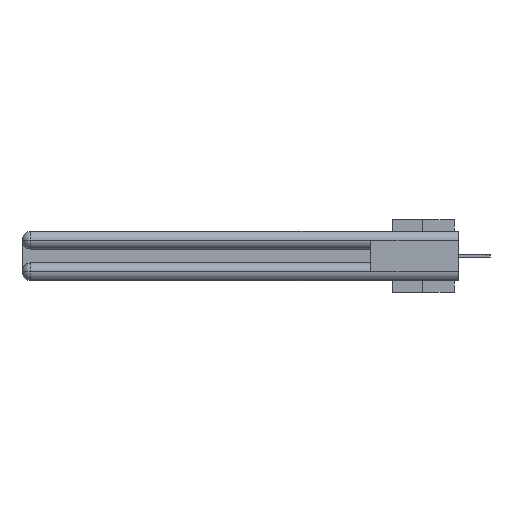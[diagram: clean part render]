
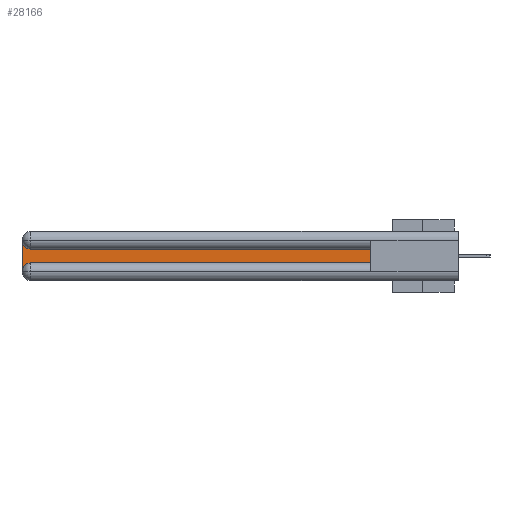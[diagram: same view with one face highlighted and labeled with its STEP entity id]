
A CAD part, left-side view. The second image highlights one B-rep face of the part: STEP entity #28166.
In plain terms, the highlighted planar face has unit normal (-1, 0, 0).
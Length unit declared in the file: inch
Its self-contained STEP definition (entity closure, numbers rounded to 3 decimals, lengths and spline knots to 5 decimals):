
#1081 = CARTESIAN_POINT ( 'NONE',  ( 0.075, 0.6, -0.2175 ) ) ;
#2115 = ORIENTED_EDGE ( 'NONE', *, *, #13836, .T. ) ;
#2629 = LINE ( 'NONE', #24065, #33167 ) ;
#2632 = EDGE_CURVE ( 'NONE', #34282, #8503, #3016, .T. ) ;
#2685 = AXIS2_PLACEMENT_3D ( 'NONE', #7901, #37526, #7134 ) ;
#3016 = CIRCLE ( 'NONE', #6749, 0.06 ) ;
#3518 = ORIENTED_EDGE ( 'NONE', *, *, #26451, .T. ) ;
#3798 = VECTOR ( 'NONE', #5638, 39.37008 ) ;
#5277 = VERTEX_POINT ( 'NONE', #8947 ) ;
#5638 = DIRECTION ( 'NONE',  ( 0., 0., 1. ) ) ;
#6221 = CARTESIAN_POINT ( 'NONE',  ( 0.075, 2.94, -0.2175 ) ) ;
#6749 = AXIS2_PLACEMENT_3D ( 'NONE', #7749, #19631, #28762 ) ;
#7134 = DIRECTION ( 'NONE',  ( 0., 0., -1. ) ) ;
#7749 = CARTESIAN_POINT ( 'NONE',  ( 0.075, 2.94, -0.0625 ) ) ;
#7901 = CARTESIAN_POINT ( 'NONE',  ( 0.075, 2.94, -0.2775 ) ) ;
#8028 = ORIENTED_EDGE ( 'NONE', *, *, #2632, .T. ) ;
#8263 = VECTOR ( 'NONE', #19604, 39.37008 ) ;
#8503 = VERTEX_POINT ( 'NONE', #10459 ) ;
#8947 = CARTESIAN_POINT ( 'NONE',  ( 0.075, 3., -0.2775 ) ) ;
#9539 = CIRCLE ( 'NONE', #2685, 0.06 ) ;
#10459 = CARTESIAN_POINT ( 'NONE',  ( 0.075, 3., -0.0625 ) ) ;
#11709 = EDGE_CURVE ( 'NONE', #8503, #5277, #20065, .T. ) ;
#13836 = EDGE_CURVE ( 'NONE', #33323, #36682, #28553, .T. ) ;
#14945 = FACE_OUTER_BOUND ( 'NONE', #16454, .T. ) ;
#16454 = EDGE_LOOP ( 'NONE', ( #37211, #8028, #31159, #27725, #2115, #3518 ) ) ;
#18052 = CARTESIAN_POINT ( 'NONE',  ( 0.075, 3., -0.1225 ) ) ;
#19604 = DIRECTION ( 'NONE',  ( 0., -1., 0. ) ) ;
#19631 = DIRECTION ( 'NONE',  ( 1., 0., 0. ) ) ;
#20065 = LINE ( 'NONE', #23387, #32124 ) ;
#20596 = PLANE ( 'NONE',  #28090 ) ;
#23197 = DIRECTION ( 'NONE',  ( 0., 0., -1. ) ) ;
#23387 = CARTESIAN_POINT ( 'NONE',  ( 0.075, 3., -0.2175 ) ) ;
#24065 = CARTESIAN_POINT ( 'NONE',  ( 0.075, 0.6, -0.1225 ) ) ;
#26451 = EDGE_CURVE ( 'NONE', #36682, #30228, #29214, .T. ) ;
#26824 = DIRECTION ( 'NONE',  ( 0., 0., -1. ) ) ;
#27175 = CARTESIAN_POINT ( 'NONE',  ( 0.075, 0.6, -0.2175 ) ) ;
#27725 = ORIENTED_EDGE ( 'NONE', *, *, #32215, .T. ) ;
#28090 = AXIS2_PLACEMENT_3D ( 'NONE', #18052, #38159, #26824 ) ;
#28166 = ADVANCED_FACE ( 'NONE', ( #14945 ), #20596, .F. ) ;
#28553 = LINE ( 'NONE', #1081, #8263 ) ;
#28762 = DIRECTION ( 'NONE',  ( 0., 0., -1. ) ) ;
#29214 = LINE ( 'NONE', #32136, #3798 ) ;
#29765 = CARTESIAN_POINT ( 'NONE',  ( 0.075, 0.6, -0.1225 ) ) ;
#30228 = VERTEX_POINT ( 'NONE', #29765 ) ;
#31159 = ORIENTED_EDGE ( 'NONE', *, *, #11709, .T. ) ;
#32124 = VECTOR ( 'NONE', #23197, 39.37008 ) ;
#32136 = CARTESIAN_POINT ( 'NONE',  ( 0.075, 0.6, -0.2175 ) ) ;
#32215 = EDGE_CURVE ( 'NONE', #5277, #33323, #9539, .T. ) ;
#33167 = VECTOR ( 'NONE', #38314, 39.37008 ) ;
#33323 = VERTEX_POINT ( 'NONE', #6221 ) ;
#34282 = VERTEX_POINT ( 'NONE', #37437 ) ;
#36682 = VERTEX_POINT ( 'NONE', #27175 ) ;
#36741 = EDGE_CURVE ( 'NONE', #30228, #34282, #2629, .T. ) ;
#37211 = ORIENTED_EDGE ( 'NONE', *, *, #36741, .T. ) ;
#37437 = CARTESIAN_POINT ( 'NONE',  ( 0.075, 2.94, -0.1225 ) ) ;
#37526 = DIRECTION ( 'NONE',  ( 1., 0., 0. ) ) ;
#38159 = DIRECTION ( 'NONE',  ( 1., 0., 0. ) ) ;
#38314 = DIRECTION ( 'NONE',  ( 0., 1., 0. ) ) ;
